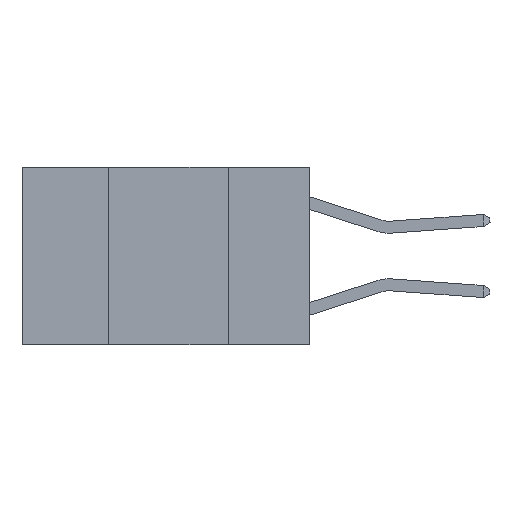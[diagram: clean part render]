
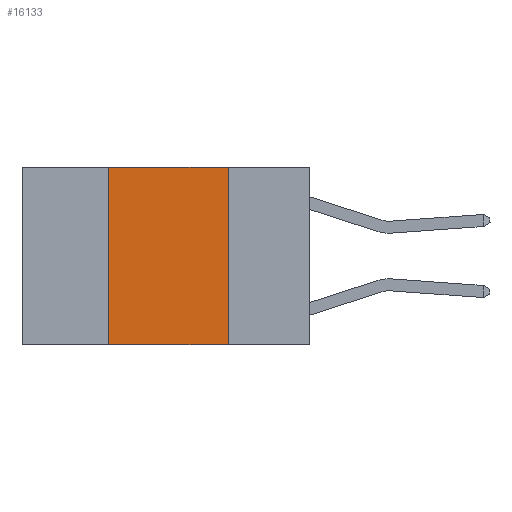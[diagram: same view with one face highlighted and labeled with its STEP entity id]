
A CAD part, left-side view. The second image highlights one B-rep face of the part: STEP entity #16133.
In plain terms, the highlighted planar face has unit normal (-1, 0, 0).
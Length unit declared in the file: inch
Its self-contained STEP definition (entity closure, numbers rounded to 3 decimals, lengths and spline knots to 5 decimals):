
#949 = LINE ( 'NONE', #15152, #9205 ) ;
#1704 = DIRECTION ( 'NONE',  ( 0., 0., 1. ) ) ;
#2122 = CARTESIAN_POINT ( 'NONE',  ( 0., 0.17, 0. ) ) ;
#2325 = VECTOR ( 'NONE', #9308, 39.37008 ) ;
#4777 = AXIS2_PLACEMENT_3D ( 'NONE', #5095, #16186, #16382 ) ;
#5095 = CARTESIAN_POINT ( 'NONE',  ( 0., 0.6, 0. ) ) ;
#5614 = VECTOR ( 'NONE', #1704, 39.37008 ) ;
#5771 = DIRECTION ( 'NONE',  ( 0., -1., 0. ) ) ;
#6135 = EDGE_CURVE ( 'NONE', #10623, #6572, #8794, .T. ) ;
#6330 = CARTESIAN_POINT ( 'NONE',  ( 0., 0.42, 0. ) ) ;
#6572 = VERTEX_POINT ( 'NONE', #6330 ) ;
#7159 = VECTOR ( 'NONE', #5771, 39.37008 ) ;
#7499 = ORIENTED_EDGE ( 'NONE', *, *, #6135, .F. ) ;
#7784 = EDGE_CURVE ( 'NONE', #10541, #9574, #949, .T. ) ;
#8222 = DIRECTION ( 'NONE',  ( 0., 0., -1. ) ) ;
#8778 = EDGE_CURVE ( 'NONE', #6572, #10541, #15565, .T. ) ;
#8794 = LINE ( 'NONE', #14428, #5614 ) ;
#9016 = EDGE_LOOP ( 'NONE', ( #13983, #9558, #7499, #13241 ) ) ;
#9179 = FACE_OUTER_BOUND ( 'NONE', #9016, .T. ) ;
#9205 = VECTOR ( 'NONE', #8222, 39.37008 ) ;
#9287 = CARTESIAN_POINT ( 'NONE',  ( 0., 0.42, -0.37 ) ) ;
#9308 = DIRECTION ( 'NONE',  ( 0., -1., 0. ) ) ;
#9558 = ORIENTED_EDGE ( 'NONE', *, *, #8778, .F. ) ;
#9574 = VERTEX_POINT ( 'NONE', #12097 ) ;
#10541 = VERTEX_POINT ( 'NONE', #2122 ) ;
#10623 = VERTEX_POINT ( 'NONE', #9287 ) ;
#10695 = LINE ( 'NONE', #16326, #2325 ) ;
#10845 = PLANE ( 'NONE',  #4777 ) ;
#11414 = CARTESIAN_POINT ( 'NONE',  ( 0., 0.6, 0. ) ) ;
#12097 = CARTESIAN_POINT ( 'NONE',  ( 0., 0.17, -0.37 ) ) ;
#13241 = ORIENTED_EDGE ( 'NONE', *, *, #13905, .T. ) ;
#13905 = EDGE_CURVE ( 'NONE', #10623, #9574, #10695, .T. ) ;
#13983 = ORIENTED_EDGE ( 'NONE', *, *, #7784, .F. ) ;
#14428 = CARTESIAN_POINT ( 'NONE',  ( 0., 0.42, 0. ) ) ;
#15152 = CARTESIAN_POINT ( 'NONE',  ( 0., 0.17, 0. ) ) ;
#15565 = LINE ( 'NONE', #11414, #7159 ) ;
#16133 = ADVANCED_FACE ( 'NONE', ( #9179 ), #10845, .F. ) ;
#16186 = DIRECTION ( 'NONE',  ( 1., 0., 0. ) ) ;
#16326 = CARTESIAN_POINT ( 'NONE',  ( 0., 0.6, -0.37 ) ) ;
#16382 = DIRECTION ( 'NONE',  ( 0., 0., -1. ) ) ;
